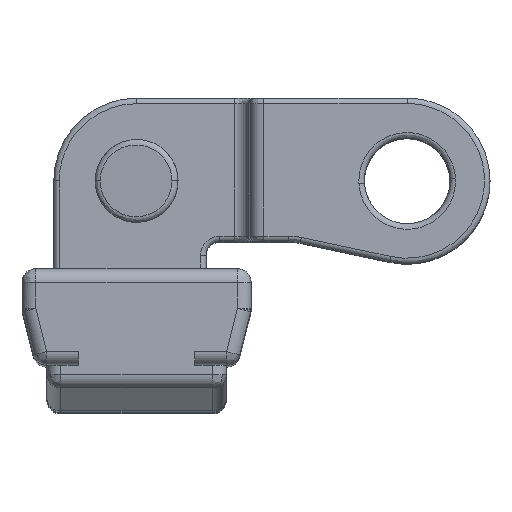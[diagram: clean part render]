
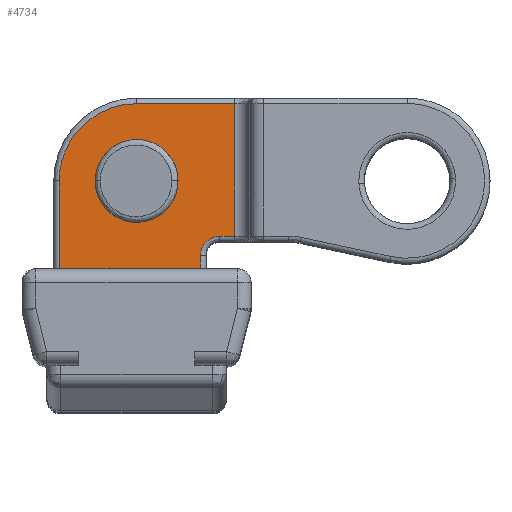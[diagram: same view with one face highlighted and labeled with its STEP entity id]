
A CAD part, top view. The second image highlights one B-rep face of the part: STEP entity #4734.
In plain terms, the highlighted planar face has unit normal (0, 0, 1).
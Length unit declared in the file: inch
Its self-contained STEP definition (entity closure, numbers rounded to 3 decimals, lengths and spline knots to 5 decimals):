
#2168 = DIRECTION ( 'NONE',  ( 1., 0., 0. ) ) ;
#2169 = DIRECTION ( 'NONE',  ( 0., 0., -1. ) ) ;
#2170 = AXIS2_PLACEMENT_3D ( 'NONE', #2176, #2169, #2168 ) ;
#2171 = CIRCLE ( 'NONE', #2170, 0.05906 ) ;
#2176 = CARTESIAN_POINT ( 'NONE',  ( -0.19291, 0.18504, 0.21654 ) ) ;
#2264 = CARTESIAN_POINT ( 'NONE',  ( -0.05308, 0.29528, 0.21654 ) ) ;
#2274 = CARTESIAN_POINT ( 'NONE',  ( -0.30315, 0.18504, 0.21654 ) ) ;
#2892 = CARTESIAN_POINT ( 'NONE',  ( -0.13386, 0.18504, 0.21654 ) ) ;
#2936 = CARTESIAN_POINT ( 'NONE',  ( -0.19291, 0.18504, 0.21654 ) ) ;
#2937 = AXIS2_PLACEMENT_3D ( 'NONE', #2936, #2988, #2987 ) ;
#2938 = CIRCLE ( 'NONE', #2937, 0.05906 ) ;
#2987 = DIRECTION ( 'NONE',  ( 1., 0., 0. ) ) ;
#2988 = DIRECTION ( 'NONE',  ( 0., 0., -1. ) ) ;
#3119 = CARTESIAN_POINT ( 'NONE',  ( -0.25197, 0.18504, 0.21654 ) ) ;
#4734 = ADVANCED_FACE ( 'NONE', ( #7519, #7518 ), #7517, .T. ) ;
#4740 = EDGE_CURVE ( 'NONE', #4741, #4856, #7504, .T. ) ;
#4741 = VERTEX_POINT ( 'NONE', #7526 ) ;
#4768 = EDGE_LOOP ( 'NONE', ( #4786, #4787 ) ) ;
#4785 = ORIENTED_EDGE ( 'NONE', *, *, #4982, .T. ) ;
#4786 = ORIENTED_EDGE ( 'NONE', *, *, #7355, .T. ) ;
#4787 = ORIENTED_EDGE ( 'NONE', *, *, #5296, .T. ) ;
#4789 = ORIENTED_EDGE ( 'NONE', *, *, #4740, .T. ) ;
#4790 = ORIENTED_EDGE ( 'NONE', *, *, #4885, .T. ) ;
#4795 = ORIENTED_EDGE ( 'NONE', *, *, #4949, .T. ) ;
#4801 = ORIENTED_EDGE ( 'NONE', *, *, #4805, .F. ) ;
#4802 = ORIENTED_EDGE ( 'NONE', *, *, #4957, .T. ) ;
#4803 = EDGE_LOOP ( 'NONE', ( #4802, #4785, #4801, #4789, #4790, #4806, #4807, #4795 ) ) ;
#4805 = EDGE_CURVE ( 'NONE', #4741, #4829, #7653, .T. ) ;
#4806 = ORIENTED_EDGE ( 'NONE', *, *, #4888, .T. ) ;
#4807 = ORIENTED_EDGE ( 'NONE', *, *, #4946, .T. ) ;
#4829 = VERTEX_POINT ( 'NONE', #7690 ) ;
#4856 = VERTEX_POINT ( 'NONE', #7723 ) ;
#4866 = VERTEX_POINT ( 'NONE', #7710 ) ;
#4885 = EDGE_CURVE ( 'NONE', #4856, #4866, #8011, .T. ) ;
#4888 = EDGE_CURVE ( 'NONE', #4866, #4940, #8014, .T. ) ;
#4940 = VERTEX_POINT ( 'NONE', #6271 ) ;
#4946 = EDGE_CURVE ( 'NONE', #4940, #5021, #6355, .T. ) ;
#4949 = EDGE_CURVE ( 'NONE', #5021, #4950, #6399, .T. ) ;
#4950 = VERTEX_POINT ( 'NONE', #6163 ) ;
#4957 = EDGE_CURVE ( 'NONE', #4950, #5018, #6897, .T. ) ;
#4982 = EDGE_CURVE ( 'NONE', #5018, #4829, #6638, .T. ) ;
#5018 = VERTEX_POINT ( 'NONE', #2274 ) ;
#5021 = VERTEX_POINT ( 'NONE', #2264 ) ;
#5252 = VERTEX_POINT ( 'NONE', #2892 ) ;
#5296 = EDGE_CURVE ( 'NONE', #5301, #5252, #2938, .T. ) ;
#5301 = VERTEX_POINT ( 'NONE', #3119 ) ;
#6163 = CARTESIAN_POINT ( 'NONE',  ( -0.19291, 0.29528, 0.21654 ) ) ;
#6271 = CARTESIAN_POINT ( 'NONE',  ( -0.05308, 0.1063, 0.21654 ) ) ;
#6351 = DIRECTION ( 'NONE',  ( 0., 1., 0. ) ) ;
#6352 = VECTOR ( 'NONE', #6351, 39.37008 ) ;
#6354 = CARTESIAN_POINT ( 'NONE',  ( -0.05308, 0., 0.21654 ) ) ;
#6355 = LINE ( 'NONE', #6354, #6352 ) ;
#6396 = DIRECTION ( 'NONE',  ( -1., 0., 0. ) ) ;
#6397 = VECTOR ( 'NONE', #6396, 39.37008 ) ;
#6398 = CARTESIAN_POINT ( 'NONE',  ( 0., 0.29528, 0.21654 ) ) ;
#6399 = LINE ( 'NONE', #6398, #6397 ) ;
#6516 = DIRECTION ( 'NONE',  ( 0., -1., 0. ) ) ;
#6518 = VECTOR ( 'NONE', #6516, 39.37008 ) ;
#6520 = CARTESIAN_POINT ( 'NONE',  ( -0.30315, 0., 0.21654 ) ) ;
#6638 = LINE ( 'NONE', #6520, #6518 ) ;
#6864 = CARTESIAN_POINT ( 'NONE',  ( -0.23022, 0.28877, 0.21654 ) ) ;
#6866 = CARTESIAN_POINT ( 'NONE',  ( -0.22776, 0.28965, 0.21654 ) ) ;
#6868 = CARTESIAN_POINT ( 'NONE',  ( -0.22198, 0.29148, 0.21654 ) ) ;
#6880 = CARTESIAN_POINT ( 'NONE',  ( -0.24763, 0.28194, 0.21654 ) ) ;
#6881 = CARTESIAN_POINT ( 'NONE',  ( -0.23261, 0.28789, 0.21654 ) ) ;
#6882 = CARTESIAN_POINT ( 'NONE',  ( -0.23186, 0.28817, 0.21654 ) ) ;
#6891 = CARTESIAN_POINT ( 'NONE',  ( -0.30315, 0.18504, 0.21654 ) ) ;
#6892 = CARTESIAN_POINT ( 'NONE',  ( -0.30315, 0.19907, 0.21654 ) ) ;
#6893 = CARTESIAN_POINT ( 'NONE',  ( -0.30057, 0.2126, 0.21654 ) ) ;
#6894 = CARTESIAN_POINT ( 'NONE',  ( -0.29509, 0.22643, 0.21654 ) ) ;
#6897 = B_SPLINE_CURVE_WITH_KNOTS ( 'NONE', 3,
 ( #6933, #6932, #6931, #6868, #6866, #6864, #6882, #6881, #6880, #6906, #6904, #6903, #6942, #6941, #6940, #6938, #6894, #6893, #6892, #6891 ),
 .UNSPECIFIED., .F., .F.,
 ( 4, 1, 1, 1, 2, 2, 2, 1, 1, 1, 2, 2, 4 ),
 ( 0., 0.125, 0.1875, 0.21875, 0.23437, 0.25, 0.5, 0.625, 0.6875, 0.71875, 0.73437, 0.75, 1. ),
 .UNSPECIFIED. ) ;
#6903 = CARTESIAN_POINT ( 'NONE',  ( -0.28334, 0.24891, 0.21654 ) ) ;
#6904 = CARTESIAN_POINT ( 'NONE',  ( -0.27624, 0.25761, 0.21654 ) ) ;
#6906 = CARTESIAN_POINT ( 'NONE',  ( -0.26011, 0.27374, 0.21654 ) ) ;
#6931 = CARTESIAN_POINT ( 'NONE',  ( -0.21025, 0.29431, 0.21654 ) ) ;
#6932 = CARTESIAN_POINT ( 'NONE',  ( -0.19992, 0.29527, 0.21654 ) ) ;
#6933 = CARTESIAN_POINT ( 'NONE',  ( -0.19291, 0.29528, 0.21654 ) ) ;
#6938 = CARTESIAN_POINT ( 'NONE',  ( -0.2947, 0.22738, 0.21654 ) ) ;
#6940 = CARTESIAN_POINT ( 'NONE',  ( -0.29396, 0.22912, 0.21654 ) ) ;
#6941 = CARTESIAN_POINT ( 'NONE',  ( -0.29281, 0.23172, 0.21654 ) ) ;
#6942 = CARTESIAN_POINT ( 'NONE',  ( -0.28994, 0.23764, 0.21654 ) ) ;
#7355 = EDGE_CURVE ( 'NONE', #5252, #5301, #2171, .T. ) ;
#7501 = DIRECTION ( 'NONE',  ( -0.005, 1., 0. ) ) ;
#7502 = VECTOR ( 'NONE', #7501, 39.37008 ) ;
#7503 = CARTESIAN_POINT ( 'NONE',  ( -0.1017, 0.05906, 0.21654 ) ) ;
#7504 = LINE ( 'NONE', #7503, #7502 ) ;
#7517 = PLANE ( 'NONE',  #7532 ) ;
#7518 = FACE_OUTER_BOUND ( 'NONE', #4803, .T. ) ;
#7519 = FACE_BOUND ( 'NONE', #4768, .T. ) ;
#7526 = CARTESIAN_POINT ( 'NONE',  ( -0.1017, 0.05906, 0.21654 ) ) ;
#7529 = DIRECTION ( 'NONE',  ( 1., 0., 0. ) ) ;
#7530 = DIRECTION ( 'NONE',  ( 0., 0., 1. ) ) ;
#7531 = CARTESIAN_POINT ( 'NONE',  ( 0., 0., 0.21654 ) ) ;
#7532 = AXIS2_PLACEMENT_3D ( 'NONE', #7531, #7530, #7529 ) ;
#7650 = DIRECTION ( 'NONE',  ( -1., 0., 0. ) ) ;
#7651 = VECTOR ( 'NONE', #7650, 39.37008 ) ;
#7652 = CARTESIAN_POINT ( 'NONE',  ( 0.3563, 0.05906, 0.21654 ) ) ;
#7653 = LINE ( 'NONE', #7652, #7651 ) ;
#7690 = CARTESIAN_POINT ( 'NONE',  ( -0.30315, 0.05906, 0.21654 ) ) ;
#7710 = CARTESIAN_POINT ( 'NONE',  ( -0.07424, 0.1063, 0.21654 ) ) ;
#7723 = CARTESIAN_POINT ( 'NONE',  ( -0.1018, 0.0786, 0.21654 ) ) ;
#8011 = B_SPLINE_CURVE_WITH_KNOTS ( 'NONE', 3,
 ( #8034, #8027, #8026, #8025, #8033, #8032, #8031, #8030 ),
 .UNSPECIFIED., .F., .F.,
 ( 4, 2, 2, 4 ),
 ( 0., 0.5, 0.75, 1. ),
 .UNSPECIFIED. ) ;
#8014 = LINE ( 'NONE', #8036, #8029 ) ;
#8025 = CARTESIAN_POINT ( 'NONE',  ( -0.09121, 0.10077, 0.21654 ) ) ;
#8026 = CARTESIAN_POINT ( 'NONE',  ( -0.09893, 0.09299, 0.21654 ) ) ;
#8027 = CARTESIAN_POINT ( 'NONE',  ( -0.10184, 0.08593, 0.21654 ) ) ;
#8029 = VECTOR ( 'NONE', #8035, 39.37008 ) ;
#8030 = CARTESIAN_POINT ( 'NONE',  ( -0.07424, 0.1063, 0.21654 ) ) ;
#8031 = CARTESIAN_POINT ( 'NONE',  ( -0.07793, 0.1063, 0.21654 ) ) ;
#8032 = CARTESIAN_POINT ( 'NONE',  ( -0.08145, 0.10559, 0.21654 ) ) ;
#8033 = CARTESIAN_POINT ( 'NONE',  ( -0.0882, 0.10278, 0.21654 ) ) ;
#8034 = CARTESIAN_POINT ( 'NONE',  ( -0.1018, 0.0786, 0.21654 ) ) ;
#8035 = DIRECTION ( 'NONE',  ( 1., 0., 0. ) ) ;
#8036 = CARTESIAN_POINT ( 'NONE',  ( 0., 0.1063, 0.21654 ) ) ;
